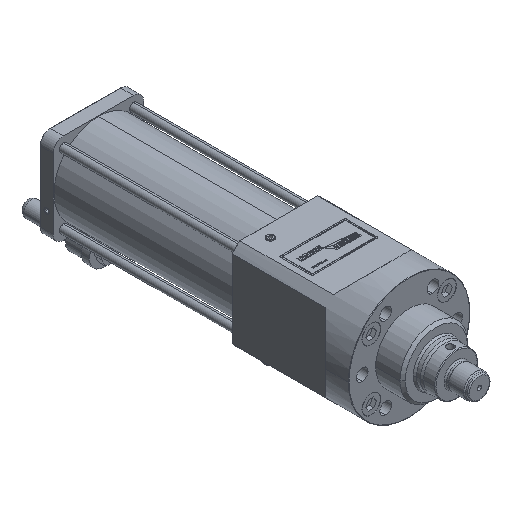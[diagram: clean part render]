
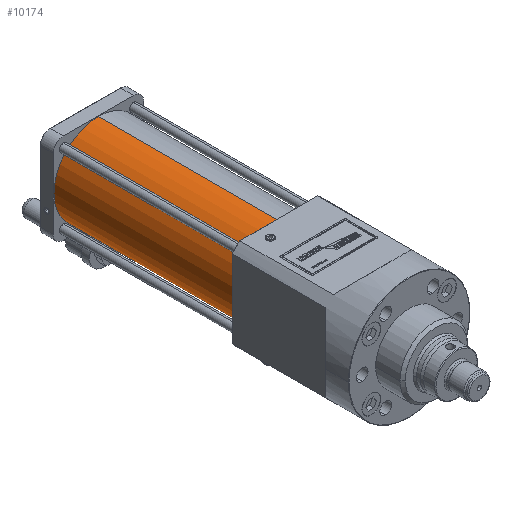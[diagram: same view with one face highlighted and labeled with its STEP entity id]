
A CAD part, isometric view. The second image highlights one B-rep face of the part: STEP entity #10174.
In plain terms, the highlighted cylindrical face has radius 66 mm (diameter 132 mm), a partial arc.
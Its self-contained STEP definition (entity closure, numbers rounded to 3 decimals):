
#788 = CARTESIAN_POINT ( 'NONE',  ( 0., 461., -66. ) ) ;
#3427 = DIRECTION ( 'NONE',  ( 0., 1., 0. ) ) ;
#3833 = DIRECTION ( 'NONE',  ( 0., -1., 0. ) ) ;
#5585 = EDGE_CURVE ( 'NONE', #9317, #11810, #11303, .T. ) ;
#6156 = VECTOR ( 'NONE', #3833, 1000. ) ;
#9031 = CARTESIAN_POINT ( 'NONE',  ( 0., 461., -66. ) ) ;
#9317 = VERTEX_POINT ( 'NONE', #9031 ) ;
#10174 = ADVANCED_FACE ( 'NONE', ( #12073 ), #27324, .T. ) ;
#11242 = EDGE_CURVE ( 'NONE', #19279, #38261, #23905, .T. ) ;
#11303 = CIRCLE ( 'NONE', #31647, 66. ) ;
#11384 = LINE ( 'NONE', #14904, #18513 ) ;
#11810 = VERTEX_POINT ( 'NONE', #37759 ) ;
#11886 = DIRECTION ( 'NONE',  ( 0., -1., 0. ) ) ;
#11947 = DIRECTION ( 'NONE',  ( 0., -1., 0. ) ) ;
#12073 = FACE_OUTER_BOUND ( 'NONE', #28699, .T. ) ;
#14904 = CARTESIAN_POINT ( 'NONE',  ( 0., 461., 66. ) ) ;
#15381 = DIRECTION ( 'NONE',  ( 0., 1., 0. ) ) ;
#17085 = EDGE_CURVE ( 'NONE', #11810, #38261, #11384, .T. ) ;
#17864 = DIRECTION ( 'NONE',  ( 0., 0., -1. ) ) ;
#17978 = CARTESIAN_POINT ( 'NONE',  ( 0., 195., -66. ) ) ;
#18513 = VECTOR ( 'NONE', #11947, 1000. ) ;
#19279 = VERTEX_POINT ( 'NONE', #17978 ) ;
#19625 = ORIENTED_EDGE ( 'NONE', *, *, #11242, .T. ) ;
#21617 = CARTESIAN_POINT ( 'NONE',  ( 0., 461., 0. ) ) ;
#22301 = ORIENTED_EDGE ( 'NONE', *, *, #5585, .F. ) ;
#23905 = CIRCLE ( 'NONE', #28661, 66. ) ;
#24666 = DIRECTION ( 'NONE',  ( 0., 0., 1. ) ) ;
#27324 = CYLINDRICAL_SURFACE ( 'NONE', #36131, 66. ) ;
#28661 = AXIS2_PLACEMENT_3D ( 'NONE', #33577, #15381, #36682 ) ;
#28698 = EDGE_CURVE ( 'NONE', #9317, #19279, #30422, .T. ) ;
#28699 = EDGE_LOOP ( 'NONE', ( #33852, #22301, #29586, #19625 ) ) ;
#29586 = ORIENTED_EDGE ( 'NONE', *, *, #28698, .T. ) ;
#30422 = LINE ( 'NONE', #788, #6156 ) ;
#31577 = CARTESIAN_POINT ( 'NONE',  ( 0., 195., 66. ) ) ;
#31647 = AXIS2_PLACEMENT_3D ( 'NONE', #21617, #3427, #24666 ) ;
#33577 = CARTESIAN_POINT ( 'NONE',  ( 0., 195., 0. ) ) ;
#33852 = ORIENTED_EDGE ( 'NONE', *, *, #17085, .F. ) ;
#36131 = AXIS2_PLACEMENT_3D ( 'NONE', #39201, #11886, #17864 ) ;
#36682 = DIRECTION ( 'NONE',  ( 1., 0., 0. ) ) ;
#37759 = CARTESIAN_POINT ( 'NONE',  ( 0., 461., 66. ) ) ;
#38261 = VERTEX_POINT ( 'NONE', #31577 ) ;
#39201 = CARTESIAN_POINT ( 'NONE',  ( 0., 461., 0. ) ) ;
